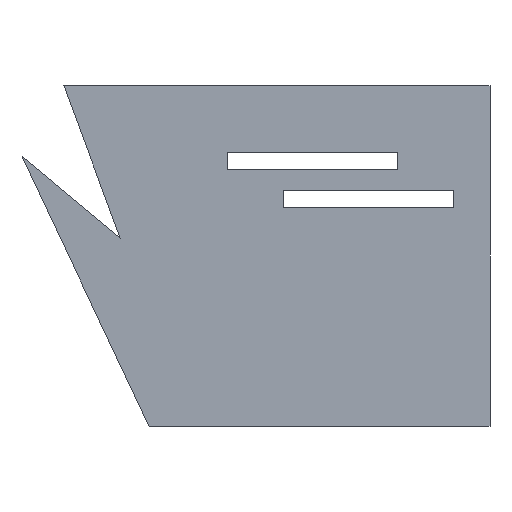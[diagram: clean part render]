
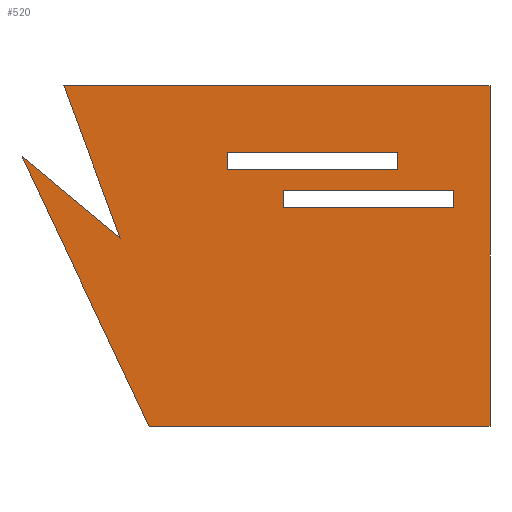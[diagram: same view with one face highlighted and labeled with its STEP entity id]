
A CAD part, front view. The second image highlights one B-rep face of the part: STEP entity #520.
In plain terms, the highlighted planar face has unit normal (0, -1, 0).
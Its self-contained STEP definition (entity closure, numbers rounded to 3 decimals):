
#70=CARTESIAN_POINT('Vertex',(30.,-455.,230.)) ;
#75=CARTESIAN_POINT('Line Origine',(30.,-455.,30.)) ;
#79=CARTESIAN_POINT('Vertex',(30.,-455.,-170.)) ;
#106=CARTESIAN_POINT('Line Origine',(-170.,-455.,-170.)) ;
#110=CARTESIAN_POINT('Vertex',(-370.,-455.,-170.)) ;
#137=CARTESIAN_POINT('Line Origine',(-444.598,-455.,-11.696)) ;
#141=CARTESIAN_POINT('Vertex',(-519.197,-455.,146.607)) ;
#168=CARTESIAN_POINT('Line Origine',(-461.549,-455.,98.631)) ;
#172=CARTESIAN_POINT('Vertex',(-403.902,-455.,50.654)) ;
#199=CARTESIAN_POINT('Line Origine',(-436.951,-455.,140.327)) ;
#203=CARTESIAN_POINT('Vertex',(-470.,-455.,230.)) ;
#230=CARTESIAN_POINT('Line Origine',(-220.,-455.,230.)) ;
#265=CARTESIAN_POINT('Vertex',(-78.107,-455.,151.788)) ;
#268=CARTESIAN_POINT('Line Origine',(-178.107,-455.,151.788)) ;
#272=CARTESIAN_POINT('Vertex',(-278.107,-455.,151.788)) ;
#299=CARTESIAN_POINT('Line Origine',(-278.107,-455.,141.788)) ;
#303=CARTESIAN_POINT('Vertex',(-278.107,-455.,131.788)) ;
#330=CARTESIAN_POINT('Line Origine',(-178.107,-455.,131.788)) ;
#334=CARTESIAN_POINT('Vertex',(-78.107,-455.,131.788)) ;
#359=CARTESIAN_POINT('Line Origine',(-78.107,-455.,141.788)) ;
#389=CARTESIAN_POINT('Vertex',(-12.517,-455.,106.938)) ;
#392=CARTESIAN_POINT('Line Origine',(-112.517,-455.,106.938)) ;
#396=CARTESIAN_POINT('Vertex',(-212.517,-455.,106.938)) ;
#423=CARTESIAN_POINT('Line Origine',(-212.517,-455.,96.938)) ;
#427=CARTESIAN_POINT('Vertex',(-212.517,-455.,86.938)) ;
#454=CARTESIAN_POINT('Line Origine',(-112.517,-455.,86.938)) ;
#458=CARTESIAN_POINT('Vertex',(-12.517,-455.,86.938)) ;
#483=CARTESIAN_POINT('Line Origine',(-12.517,-455.,96.938)) ;
#495=CARTESIAN_POINT('Axis2P3D Location',(0.,-455.,0.)) ;
#76=DIRECTION('Vector Direction',(0.,0.,-1.)) ;
#107=DIRECTION('Vector Direction',(-1.,0.,0.)) ;
#138=DIRECTION('Vector Direction',(-0.426,0.,0.905)) ;
#169=DIRECTION('Vector Direction',(0.769,0.,-0.64)) ;
#200=DIRECTION('Vector Direction',(-0.346,0.,0.938)) ;
#231=DIRECTION('Vector Direction',(1.,0.,0.)) ;
#269=DIRECTION('Vector Direction',(-1.,0.,0.)) ;
#300=DIRECTION('Vector Direction',(0.,0.,1.)) ;
#331=DIRECTION('Vector Direction',(1.,0.,0.)) ;
#360=DIRECTION('Vector Direction',(0.,0.,-1.)) ;
#393=DIRECTION('Vector Direction',(-1.,0.,0.)) ;
#424=DIRECTION('Vector Direction',(0.,0.,1.)) ;
#455=DIRECTION('Vector Direction',(1.,0.,0.)) ;
#484=DIRECTION('Vector Direction',(0.,0.,-1.)) ;
#496=DIRECTION('Axis2P3D Direction',(0.,1.,0.)) ;
#497=DIRECTION('Axis2P3D XDirection',(-1.,0.,0.)) ;
#498=AXIS2_PLACEMENT_3D('Plane Axis2P3D',#495,#496,#497) ;
#501=ORIENTED_EDGE('',*,*,#234,.F.) ;
#502=ORIENTED_EDGE('',*,*,#205,.F.) ;
#503=ORIENTED_EDGE('',*,*,#174,.F.) ;
#504=ORIENTED_EDGE('',*,*,#143,.F.) ;
#505=ORIENTED_EDGE('',*,*,#112,.F.) ;
#506=ORIENTED_EDGE('',*,*,#81,.F.) ;
#509=ORIENTED_EDGE('',*,*,#363,.T.) ;
#510=ORIENTED_EDGE('',*,*,#336,.T.) ;
#511=ORIENTED_EDGE('',*,*,#305,.T.) ;
#512=ORIENTED_EDGE('',*,*,#274,.T.) ;
#515=ORIENTED_EDGE('',*,*,#487,.T.) ;
#516=ORIENTED_EDGE('',*,*,#460,.T.) ;
#517=ORIENTED_EDGE('',*,*,#429,.T.) ;
#518=ORIENTED_EDGE('',*,*,#398,.T.) ;
#513=FACE_BOUND('',#508,.T.) ;
#519=FACE_BOUND('',#514,.T.) ;
#77=VECTOR('Line Direction',#76,1.) ;
#108=VECTOR('Line Direction',#107,1.) ;
#139=VECTOR('Line Direction',#138,1.) ;
#170=VECTOR('Line Direction',#169,1.) ;
#201=VECTOR('Line Direction',#200,1.) ;
#232=VECTOR('Line Direction',#231,1.) ;
#270=VECTOR('Line Direction',#269,1.) ;
#301=VECTOR('Line Direction',#300,1.) ;
#332=VECTOR('Line Direction',#331,1.) ;
#361=VECTOR('Line Direction',#360,1.) ;
#394=VECTOR('Line Direction',#393,1.) ;
#425=VECTOR('Line Direction',#424,1.) ;
#456=VECTOR('Line Direction',#455,1.) ;
#485=VECTOR('Line Direction',#484,1.) ;
#520=ADVANCED_FACE('',(#507,#513,#519),#499,.F.) ;
#81=EDGE_CURVE('',#71,#80,#78,.T.) ;
#112=EDGE_CURVE('',#80,#111,#109,.T.) ;
#143=EDGE_CURVE('',#111,#142,#140,.T.) ;
#174=EDGE_CURVE('',#142,#173,#171,.T.) ;
#205=EDGE_CURVE('',#173,#204,#202,.T.) ;
#234=EDGE_CURVE('',#204,#71,#233,.T.) ;
#274=EDGE_CURVE('',#273,#266,#271,.F.) ;
#305=EDGE_CURVE('',#304,#273,#302,.T.) ;
#336=EDGE_CURVE('',#335,#304,#333,.F.) ;
#363=EDGE_CURVE('',#266,#335,#362,.T.) ;
#398=EDGE_CURVE('',#397,#390,#395,.F.) ;
#429=EDGE_CURVE('',#428,#397,#426,.T.) ;
#460=EDGE_CURVE('',#459,#428,#457,.F.) ;
#487=EDGE_CURVE('',#390,#459,#486,.T.) ;
#500=EDGE_LOOP('',(#501,#502,#503,#504,#505,#506)) ;
#508=EDGE_LOOP('',(#509,#510,#511,#512)) ;
#514=EDGE_LOOP('',(#515,#516,#517,#518)) ;
#507=FACE_OUTER_BOUND('',#500,.T.) ;
#78=LINE('Line',#75,#77) ;
#109=LINE('Line',#106,#108) ;
#140=LINE('Line',#137,#139) ;
#171=LINE('Line',#168,#170) ;
#202=LINE('Line',#199,#201) ;
#233=LINE('Line',#230,#232) ;
#271=LINE('Line',#268,#270) ;
#302=LINE('Line',#299,#301) ;
#333=LINE('Line',#330,#332) ;
#362=LINE('Line',#359,#361) ;
#395=LINE('Line',#392,#394) ;
#426=LINE('Line',#423,#425) ;
#457=LINE('Line',#454,#456) ;
#486=LINE('Line',#483,#485) ;
#499=PLANE('Plane',#498) ;
#71=VERTEX_POINT('',#70) ;
#80=VERTEX_POINT('',#79) ;
#111=VERTEX_POINT('',#110) ;
#142=VERTEX_POINT('',#141) ;
#173=VERTEX_POINT('',#172) ;
#204=VERTEX_POINT('',#203) ;
#266=VERTEX_POINT('',#265) ;
#273=VERTEX_POINT('',#272) ;
#304=VERTEX_POINT('',#303) ;
#335=VERTEX_POINT('',#334) ;
#390=VERTEX_POINT('',#389) ;
#397=VERTEX_POINT('',#396) ;
#428=VERTEX_POINT('',#427) ;
#459=VERTEX_POINT('',#458) ;
